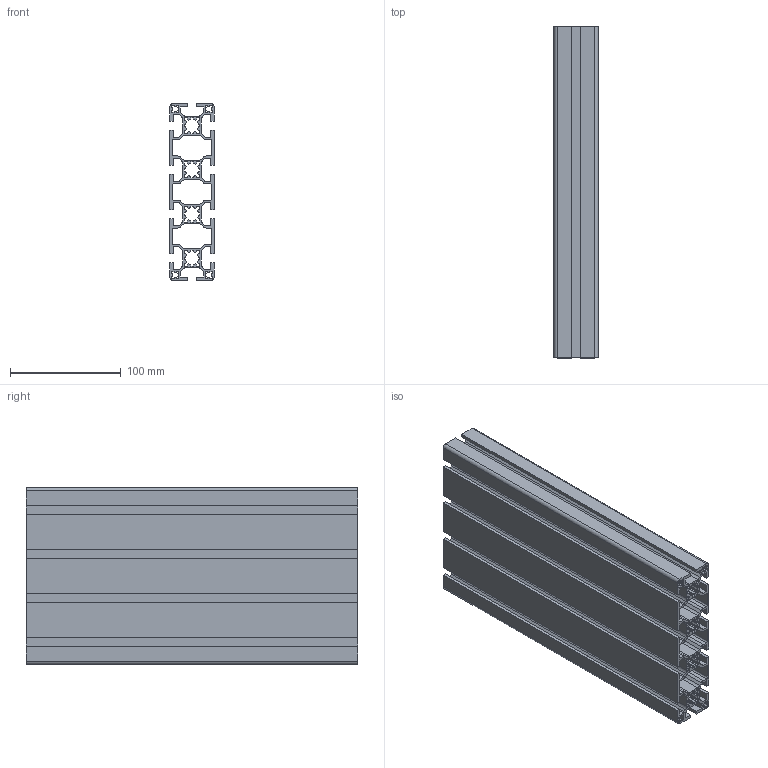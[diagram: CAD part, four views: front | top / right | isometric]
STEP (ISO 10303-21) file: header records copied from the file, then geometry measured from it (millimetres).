
FILE_DESCRIPTION (( 'STEP AP214' ), '1' );
FILE_NAME ('1727975673539.step', '2024-10-03T17:14:37', ( 'Windows User' ), ( '' ), 'SwSTEP 2.0', 'SolidWorks 2011', '' );
FILE_SCHEMA (( 'AUTOMOTIVE_DESIGN' ));
Length unit declared in the file: millimetre
Products named in the file (2): 1.11.040160.104LPx300.00(1); 1727975673539
Assembly tree (1 placements, depth 2):
  1727975673539
    1.11.040160.104LPx300.00(1)
Bounding box: 40 x 300 x 160 mm (x, y, z)
Volume: 497215.9 mm3; surface area: 485820.1 mm2
Topology: 1 solids, 1 shells, 488 faces, 1458 edges, 972 vertices
Faces by surface type: plane 350, cylinder 138
Entity records: 16448 total; most frequent: CARTESIAN_POINT 2922, ORIENTED_EDGE 2916, DIRECTION 2718, EDGE_CURVE 1458, VECTOR 1182, LINE 1182, VERTEX_POINT 972, AXIS2_PLACEMENT_3D 768
